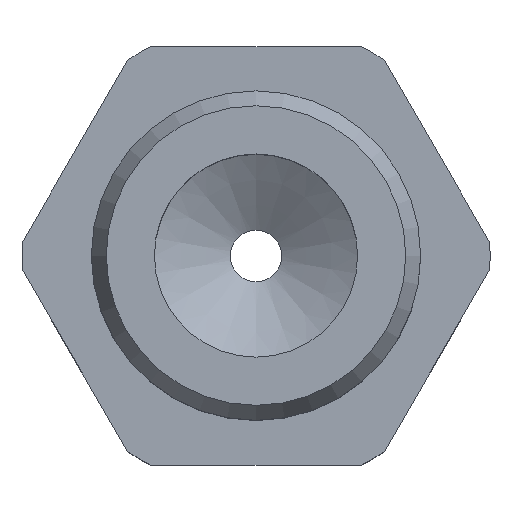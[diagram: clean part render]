
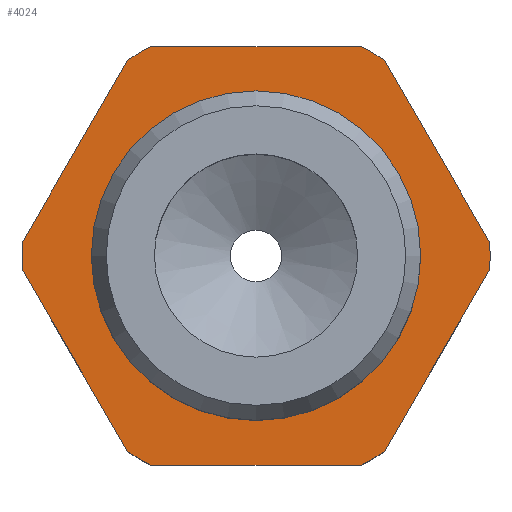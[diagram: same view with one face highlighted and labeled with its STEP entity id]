
A CAD part, top view. The second image highlights one B-rep face of the part: STEP entity #4024.
In plain terms, the highlighted planar face has unit normal (0, 0, 1).
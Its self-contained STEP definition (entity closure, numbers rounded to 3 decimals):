
#43=CIRCLE('',#4139,11.75);
#44=CIRCLE('',#4140,11.75);
#45=CIRCLE('',#4141,11.75);
#46=CIRCLE('',#4142,11.75);
#47=CIRCLE('',#4143,11.75);
#48=CIRCLE('',#4144,11.75);
#49=CIRCLE('',#4145,8.269);
#75=FACE_BOUND('',#898,.T.);
#665=FACE_OUTER_BOUND('',#897,.T.);
#897=EDGE_LOOP('',(#3664,#3665,#3666,#3667,#3668,#3669,#3670,#3671,#3672,
#3673,#3674,#3675));
#898=EDGE_LOOP('',(#3676));
#1205=LINE('',#8079,#1519);
#1208=LINE('',#8085,#1522);
#1211=LINE('',#8091,#1525);
#1214=LINE('',#8097,#1528);
#1217=LINE('',#8103,#1531);
#1220=LINE('',#8109,#1534);
#1519=VECTOR('',#4620,10.);
#1522=VECTOR('',#4625,10.);
#1525=VECTOR('',#4630,10.);
#1528=VECTOR('',#4635,10.);
#1531=VECTOR('',#4640,10.);
#1534=VECTOR('',#4645,10.);
#1921=VERTEX_POINT('',#8077);
#1922=VERTEX_POINT('',#8078);
#1923=VERTEX_POINT('',#8083);
#1924=VERTEX_POINT('',#8084);
#1925=VERTEX_POINT('',#8089);
#1926=VERTEX_POINT('',#8090);
#1927=VERTEX_POINT('',#8095);
#1928=VERTEX_POINT('',#8096);
#1929=VERTEX_POINT('',#8101);
#1930=VERTEX_POINT('',#8102);
#1931=VERTEX_POINT('',#8107);
#1932=VERTEX_POINT('',#8108);
#1933=VERTEX_POINT('',#8119);
#2503=EDGE_CURVE('',#1921,#1922,#1205,.T.);
#2506=EDGE_CURVE('',#1923,#1924,#1208,.T.);
#2509=EDGE_CURVE('',#1925,#1926,#1211,.T.);
#2512=EDGE_CURVE('',#1927,#1928,#1214,.T.);
#2515=EDGE_CURVE('',#1929,#1930,#1217,.T.);
#2518=EDGE_CURVE('',#1931,#1932,#1220,.T.);
#2521=EDGE_CURVE('',#1922,#1929,#43,.T.);
#2522=EDGE_CURVE('',#1930,#1927,#44,.T.);
#2523=EDGE_CURVE('',#1928,#1925,#45,.T.);
#2524=EDGE_CURVE('',#1926,#1931,#46,.T.);
#2525=EDGE_CURVE('',#1932,#1923,#47,.T.);
#2526=EDGE_CURVE('',#1924,#1921,#48,.T.);
#2527=EDGE_CURVE('',#1933,#1933,#49,.T.);
#3664=ORIENTED_EDGE('',*,*,#2503,.T.);
#3665=ORIENTED_EDGE('',*,*,#2521,.T.);
#3666=ORIENTED_EDGE('',*,*,#2515,.T.);
#3667=ORIENTED_EDGE('',*,*,#2522,.T.);
#3668=ORIENTED_EDGE('',*,*,#2512,.T.);
#3669=ORIENTED_EDGE('',*,*,#2523,.T.);
#3670=ORIENTED_EDGE('',*,*,#2509,.T.);
#3671=ORIENTED_EDGE('',*,*,#2524,.T.);
#3672=ORIENTED_EDGE('',*,*,#2518,.T.);
#3673=ORIENTED_EDGE('',*,*,#2525,.T.);
#3674=ORIENTED_EDGE('',*,*,#2506,.T.);
#3675=ORIENTED_EDGE('',*,*,#2526,.T.);
#3676=ORIENTED_EDGE('',*,*,#2527,.F.);
#3820=PLANE('',#4138);
#4024=ADVANCED_FACE('',(#665,#75),#3820,.T.);
#4138=AXIS2_PLACEMENT_3D('',#8112,#4648,#4649);
#4139=AXIS2_PLACEMENT_3D('',#8113,#4650,#4651);
#4140=AXIS2_PLACEMENT_3D('',#8114,#4652,#4653);
#4141=AXIS2_PLACEMENT_3D('',#8115,#4654,#4655);
#4142=AXIS2_PLACEMENT_3D('',#8116,#4656,#4657);
#4143=AXIS2_PLACEMENT_3D('',#8117,#4658,#4659);
#4144=AXIS2_PLACEMENT_3D('',#8118,#4660,#4661);
#4145=AXIS2_PLACEMENT_3D('',#8120,#4662,#4663);
#4620=DIRECTION('',(0.5,0.866,0.));
#4625=DIRECTION('',(1.,0.,0.));
#4630=DIRECTION('',(-0.5,-0.866,0.));
#4635=DIRECTION('',(-1.,0.,0.));
#4640=DIRECTION('',(-0.5,0.866,0.));
#4645=DIRECTION('',(0.5,-0.866,0.));
#4648=DIRECTION('center_axis',(0.,0.,1.));
#4649=DIRECTION('ref_axis',(1.,0.,0.));
#4650=DIRECTION('center_axis',(0.,0.,1.));
#4651=DIRECTION('ref_axis',(1.,0.,0.));
#4652=DIRECTION('center_axis',(0.,0.,1.));
#4653=DIRECTION('ref_axis',(1.,0.,0.));
#4654=DIRECTION('center_axis',(0.,0.,1.));
#4655=DIRECTION('ref_axis',(1.,0.,0.));
#4656=DIRECTION('center_axis',(0.,0.,1.));
#4657=DIRECTION('ref_axis',(1.,0.,0.));
#4658=DIRECTION('center_axis',(0.,0.,1.));
#4659=DIRECTION('ref_axis',(1.,0.,0.));
#4660=DIRECTION('center_axis',(0.,0.,1.));
#4661=DIRECTION('ref_axis',(1.,0.,0.));
#4662=DIRECTION('center_axis',(0.,0.,1.));
#4663=DIRECTION('ref_axis',(1.,0.,0.));
#8077=CARTESIAN_POINT('',(6.456,-9.817,0.));
#8078=CARTESIAN_POINT('',(11.73,-0.683,0.));
#8079=CARTESIAN_POINT('',(8.622,-6.067,0.));
#8083=CARTESIAN_POINT('',(-5.274,-10.5,0.));
#8084=CARTESIAN_POINT('',(5.274,-10.5,0.));
#8085=CARTESIAN_POINT('',(2.637,-10.5,0.));
#8089=CARTESIAN_POINT('',(-6.456,9.817,0.));
#8090=CARTESIAN_POINT('',(-11.73,0.683,0.));
#8091=CARTESIAN_POINT('',(-12.202,-0.134,0.));
#8095=CARTESIAN_POINT('',(5.274,10.5,0.));
#8096=CARTESIAN_POINT('',(-5.274,10.5,0.));
#8097=CARTESIAN_POINT('',(-2.637,10.5,0.));
#8101=CARTESIAN_POINT('',(11.73,0.683,0.));
#8102=CARTESIAN_POINT('',(6.456,9.817,0.));
#8103=CARTESIAN_POINT('',(9.565,4.433,0.));
#8107=CARTESIAN_POINT('',(-11.73,-0.683,0.));
#8108=CARTESIAN_POINT('',(-6.456,-9.817,0.));
#8109=CARTESIAN_POINT('',(-5.985,-10.634,0.));
#8112=CARTESIAN_POINT('Origin',(0.,-8.269,0.));
#8113=CARTESIAN_POINT('Origin',(0.,0.,0.));
#8114=CARTESIAN_POINT('Origin',(0.,0.,0.));
#8115=CARTESIAN_POINT('Origin',(0.,0.,0.));
#8116=CARTESIAN_POINT('Origin',(0.,0.,0.));
#8117=CARTESIAN_POINT('Origin',(0.,0.,0.));
#8118=CARTESIAN_POINT('Origin',(0.,0.,0.));
#8119=CARTESIAN_POINT('',(0.,8.269,0.));
#8120=CARTESIAN_POINT('Origin',(0.,0.,0.));
